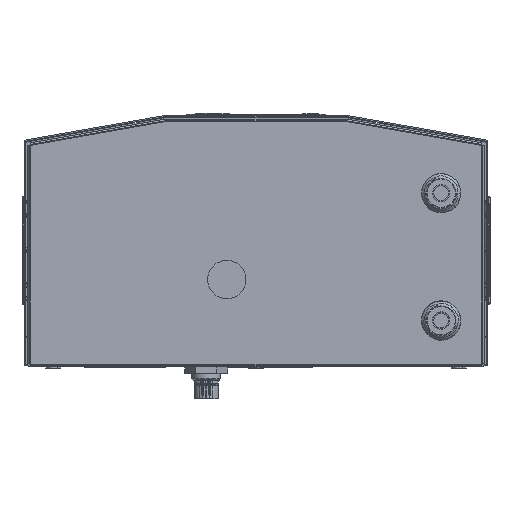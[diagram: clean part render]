
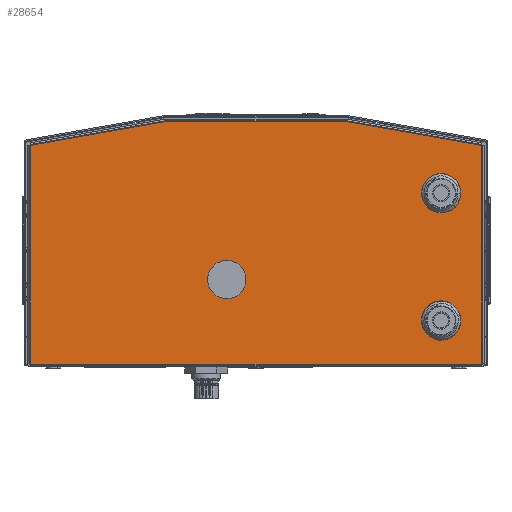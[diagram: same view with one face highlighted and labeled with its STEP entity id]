
A CAD part, front view. The second image highlights one B-rep face of the part: STEP entity #28654.
In plain terms, the highlighted planar face has unit normal (0, -1, 0).
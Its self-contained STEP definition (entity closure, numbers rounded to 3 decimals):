
#110 = AXIS2_PLACEMENT_3D ( 'NONE', #19343, #11036, #36785 ) ;
#351 = CARTESIAN_POINT ( 'NONE',  ( 7.669, -28.304, 7.476 ) ) ;
#1334 = EDGE_LOOP ( 'NONE', ( #16491, #51145 ) ) ;
#1833 = VERTEX_POINT ( 'NONE', #24344 ) ;
#1903 = CARTESIAN_POINT ( 'NONE',  ( -7.669, -28.304, 0.031 ) ) ;
#2757 = ORIENTED_EDGE ( 'NONE', *, *, #21065, .T. ) ;
#2819 = ORIENTED_EDGE ( 'NONE', *, *, #40656, .T. ) ;
#3200 = ORIENTED_EDGE ( 'NONE', *, *, #50033, .T. ) ;
#3240 = VECTOR ( 'NONE', #46870, 39.37 ) ;
#3682 = AXIS2_PLACEMENT_3D ( 'NONE', #31247, #48152, #26546 ) ;
#3860 = FACE_BOUND ( 'NONE', #13340, .T. ) ;
#4853 = LINE ( 'NONE', #21751, #43978 ) ;
#5587 = ORIENTED_EDGE ( 'NONE', *, *, #45419, .F. ) ;
#5618 = CARTESIAN_POINT ( 'NONE',  ( -0.994, -28.304, 2.263 ) ) ;
#7709 = EDGE_CURVE ( 'NONE', #40081, #9314, #8086, .T. ) ;
#7910 = AXIS2_PLACEMENT_3D ( 'NONE', #41019, #45709, #24379 ) ;
#8086 = CIRCLE ( 'NONE', #34605, 0.5 ) ;
#8426 = CARTESIAN_POINT ( 'NONE',  ( -0.994, -28.304, 3.563 ) ) ;
#9202 = VERTEX_POINT ( 'NONE', #5618 ) ;
#9314 = VERTEX_POINT ( 'NONE', #53241 ) ;
#10460 = CARTESIAN_POINT ( 'NONE',  ( 3.095, -28.304, 8.282 ) ) ;
#10736 = EDGE_CURVE ( 'NONE', #19545, #9202, #42668, .T. ) ;
#10768 = CARTESIAN_POINT ( 'NONE',  ( 7.669, -28.304, 0.031 ) ) ;
#11036 = DIRECTION ( 'NONE',  ( 0., 1., 0. ) ) ;
#11887 = LINE ( 'NONE', #16041, #51227 ) ;
#12796 = LINE ( 'NONE', #21371, #3240 ) ;
#12902 = DIRECTION ( 'NONE',  ( -0.985, 0., 0.174 ) ) ;
#13027 = CARTESIAN_POINT ( 'NONE',  ( -7.669, -28.304, 7.476 ) ) ;
#13340 = EDGE_LOOP ( 'NONE', ( #34614, #47436 ) ) ;
#14359 = PLANE ( 'NONE',  #3682 ) ;
#16041 = CARTESIAN_POINT ( 'NONE',  ( -7.756, -28.304, 0.031 ) ) ;
#16491 = ORIENTED_EDGE ( 'NONE', *, *, #10736, .T. ) ;
#16668 = CARTESIAN_POINT ( 'NONE',  ( -0.994, -28.304, 2.913 ) ) ;
#17490 = DIRECTION ( 'NONE',  ( 0., 0., 1. ) ) ;
#19343 = CARTESIAN_POINT ( 'NONE',  ( -0.994, -28.304, 2.913 ) ) ;
#19545 = VERTEX_POINT ( 'NONE', #8426 ) ;
#19677 = EDGE_LOOP ( 'NONE', ( #29287, #5587 ) ) ;
#19862 = DIRECTION ( 'NONE',  ( -1., 0., 0. ) ) ;
#20639 = DIRECTION ( 'NONE',  ( 0., 0., -1. ) ) ;
#20739 = DIRECTION ( 'NONE',  ( -1., 0., 0. ) ) ;
#20762 = FACE_BOUND ( 'NONE', #19677, .T. ) ;
#21065 = EDGE_CURVE ( 'NONE', #33616, #44620, #12796, .T. ) ;
#21371 = CARTESIAN_POINT ( 'NONE',  ( -3.095, -28.304, 8.282 ) ) ;
#21511 = ORIENTED_EDGE ( 'NONE', *, *, #45007, .F. ) ;
#21751 = CARTESIAN_POINT ( 'NONE',  ( 7.669, -28.304, 7.476 ) ) ;
#22261 = EDGE_LOOP ( 'NONE', ( #27115, #3200, #46779, #2757, #2819, #21511 ) ) ;
#23938 = EDGE_CURVE ( 'NONE', #37218, #25097, #33581, .T. ) ;
#24002 = CIRCLE ( 'NONE', #110, 0.65 ) ;
#24344 = CARTESIAN_POINT ( 'NONE',  ( 6.298, -28.304, 6.35 ) ) ;
#24379 = DIRECTION ( 'NONE',  ( 0., 0., -1. ) ) ;
#24718 = CIRCLE ( 'NONE', #7910, 0.5 ) ;
#25097 = VERTEX_POINT ( 'NONE', #351 ) ;
#25458 = VECTOR ( 'NONE', #49397, 39.37 ) ;
#26546 = DIRECTION ( 'NONE',  ( 0., 0., -1. ) ) ;
#27010 = AXIS2_PLACEMENT_3D ( 'NONE', #54550, #46263, #42932 ) ;
#27115 = ORIENTED_EDGE ( 'NONE', *, *, #23938, .T. ) ;
#27119 = VERTEX_POINT ( 'NONE', #39077 ) ;
#27604 = CARTESIAN_POINT ( 'NONE',  ( 3.095, -28.304, 8.282 ) ) ;
#28654 = ADVANCED_FACE ( 'NONE', ( #3860, #20762, #37668, #54538 ), #14359, .F. ) ;
#29287 = ORIENTED_EDGE ( 'NONE', *, *, #52248, .F. ) ;
#29428 = CARTESIAN_POINT ( 'NONE',  ( 7.669, -28.304, 0.031 ) ) ;
#29564 = DIRECTION ( 'NONE',  ( 0., 0., -1. ) ) ;
#29729 = DIRECTION ( 'NONE',  ( 0., -1., 0. ) ) ;
#30021 = EDGE_CURVE ( 'NONE', #9202, #19545, #24002, .T. ) ;
#30669 = VECTOR ( 'NONE', #29564, 39.37 ) ;
#31247 = CARTESIAN_POINT ( 'NONE',  ( -7.756, -28.304, 8.369 ) ) ;
#32622 = VECTOR ( 'NONE', #19862, 39.37 ) ;
#32848 = AXIS2_PLACEMENT_3D ( 'NONE', #46365, #29729, #38057 ) ;
#33581 = LINE ( 'NONE', #29428, #25458 ) ;
#33616 = VERTEX_POINT ( 'NONE', #42007 ) ;
#33821 = VERTEX_POINT ( 'NONE', #1903 ) ;
#34605 = AXIS2_PLACEMENT_3D ( 'NONE', #36719, #54147, #20639 ) ;
#34614 = ORIENTED_EDGE ( 'NONE', *, *, #7709, .F. ) ;
#36719 = CARTESIAN_POINT ( 'NONE',  ( 6.298, -28.304, 1.519 ) ) ;
#36785 = DIRECTION ( 'NONE',  ( 0., 0., 1. ) ) ;
#37218 = VERTEX_POINT ( 'NONE', #10768 ) ;
#37668 = FACE_BOUND ( 'NONE', #1334, .T. ) ;
#38057 = DIRECTION ( 'NONE',  ( 0., 0., -1. ) ) ;
#38526 = CIRCLE ( 'NONE', #27010, 0.5 ) ;
#39077 = CARTESIAN_POINT ( 'NONE',  ( 6.298, -28.304, 5.35 ) ) ;
#40081 = VERTEX_POINT ( 'NONE', #54289 ) ;
#40656 = EDGE_CURVE ( 'NONE', #44620, #33821, #50605, .T. ) ;
#40737 = VERTEX_POINT ( 'NONE', #27604 ) ;
#41019 = CARTESIAN_POINT ( 'NONE',  ( 6.298, -28.304, 5.85 ) ) ;
#42007 = CARTESIAN_POINT ( 'NONE',  ( -3.095, -28.304, 8.282 ) ) ;
#42668 = CIRCLE ( 'NONE', #48816, 0.65 ) ;
#42932 = DIRECTION ( 'NONE',  ( 0., 0., -1. ) ) ;
#43134 = CARTESIAN_POINT ( 'NONE',  ( -7.669, -28.304, 7.476 ) ) ;
#43978 = VECTOR ( 'NONE', #12902, 39.37 ) ;
#44620 = VERTEX_POINT ( 'NONE', #13027 ) ;
#45007 = EDGE_CURVE ( 'NONE', #37218, #33821, #11887, .T. ) ;
#45419 = EDGE_CURVE ( 'NONE', #1833, #27119, #52274, .T. ) ;
#45709 = DIRECTION ( 'NONE',  ( 0., -1., 0. ) ) ;
#46263 = DIRECTION ( 'NONE',  ( 0., -1., 0. ) ) ;
#46365 = CARTESIAN_POINT ( 'NONE',  ( 6.298, -28.304, 5.85 ) ) ;
#46779 = ORIENTED_EDGE ( 'NONE', *, *, #51650, .T. ) ;
#46863 = DIRECTION ( 'NONE',  ( 0., 1., 0. ) ) ;
#46870 = DIRECTION ( 'NONE',  ( -0.985, 0., -0.174 ) ) ;
#47032 = EDGE_CURVE ( 'NONE', #9314, #40081, #38526, .T. ) ;
#47436 = ORIENTED_EDGE ( 'NONE', *, *, #47032, .F. ) ;
#48152 = DIRECTION ( 'NONE',  ( 0., 1., 0. ) ) ;
#48816 = AXIS2_PLACEMENT_3D ( 'NONE', #16668, #46863, #17490 ) ;
#48940 = LINE ( 'NONE', #10460, #32622 ) ;
#49397 = DIRECTION ( 'NONE',  ( 0., 0., 1. ) ) ;
#50033 = EDGE_CURVE ( 'NONE', #25097, #40737, #4853, .T. ) ;
#50605 = LINE ( 'NONE', #43134, #30669 ) ;
#51145 = ORIENTED_EDGE ( 'NONE', *, *, #30021, .T. ) ;
#51227 = VECTOR ( 'NONE', #20739, 39.37 ) ;
#51650 = EDGE_CURVE ( 'NONE', #40737, #33616, #48940, .T. ) ;
#52248 = EDGE_CURVE ( 'NONE', #27119, #1833, #24718, .T. ) ;
#52274 = CIRCLE ( 'NONE', #32848, 0.5 ) ;
#53241 = CARTESIAN_POINT ( 'NONE',  ( 6.298, -28.304, 2.019 ) ) ;
#54147 = DIRECTION ( 'NONE',  ( 0., -1., 0. ) ) ;
#54289 = CARTESIAN_POINT ( 'NONE',  ( 6.298, -28.304, 1.019 ) ) ;
#54538 = FACE_OUTER_BOUND ( 'NONE', #22261, .T. ) ;
#54550 = CARTESIAN_POINT ( 'NONE',  ( 6.298, -28.304, 1.519 ) ) ;
